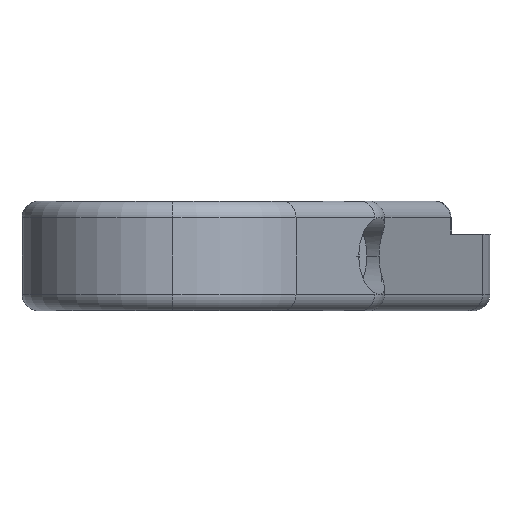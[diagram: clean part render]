
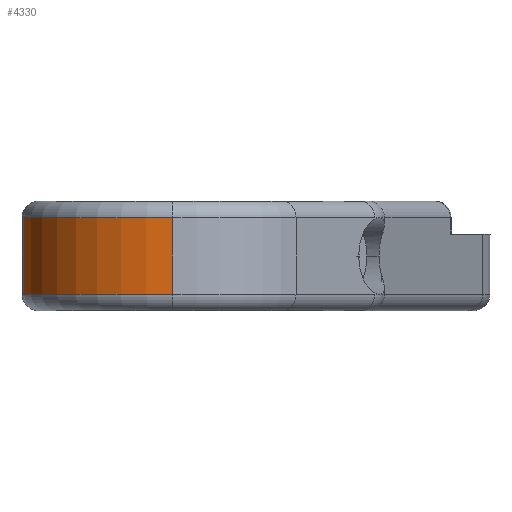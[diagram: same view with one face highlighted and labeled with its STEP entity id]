
A CAD part, left-side view. The second image highlights one B-rep face of the part: STEP entity #4330.
In plain terms, the highlighted cylindrical face has radius 27.5 mm (diameter 55 mm), a partial arc.
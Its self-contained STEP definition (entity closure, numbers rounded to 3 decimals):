
#81 = VECTOR ( 'NONE', #1992, 1000. ) ;
#245 = CARTESIAN_POINT ( 'NONE',  ( -128.5, 36., 3. ) ) ;
#247 = CARTESIAN_POINT ( 'NONE',  ( -128.5, 36., 17. ) ) ;
#1158 = CARTESIAN_POINT ( 'NONE',  ( -101., 36., 20. ) ) ;
#1159 = DIRECTION ( 'NONE',  ( 0., 0., -1. ) ) ;
#1160 = DIRECTION ( 'NONE',  ( -1., 0., 0. ) ) ;
#1583 = AXIS2_PLACEMENT_3D ( 'NONE', #1158, #1159, #1160 ) ;
#1609 = CIRCLE ( 'NONE', #1634, 27.5 ) ;
#1630 = CIRCLE ( 'NONE', #1633, 27.5 ) ;
#1631 = VECTOR ( 'NONE', #1710, 1000. ) ;
#1633 = AXIS2_PLACEMENT_3D ( 'NONE', #1713, #1714, #1715 ) ;
#1634 = AXIS2_PLACEMENT_3D ( 'NONE', #1716, #1717, #1718 ) ;
#1709 = CARTESIAN_POINT ( 'NONE',  ( -91.652, 61.862, 20. ) ) ;
#1710 = DIRECTION ( 'NONE',  ( 0., 0., -1. ) ) ;
#1713 = CARTESIAN_POINT ( 'NONE',  ( -101., 36., 17. ) ) ;
#1714 = DIRECTION ( 'NONE',  ( 0., 0., -1. ) ) ;
#1715 = DIRECTION ( 'NONE',  ( -1., 0., 0. ) ) ;
#1716 = CARTESIAN_POINT ( 'NONE',  ( -101., 36., 3. ) ) ;
#1717 = DIRECTION ( 'NONE',  ( 0., 0., 1. ) ) ;
#1718 = DIRECTION ( 'NONE',  ( -1., 0., 0. ) ) ;
#1991 = CARTESIAN_POINT ( 'NONE',  ( -128.5, 36., 20. ) ) ;
#1992 = DIRECTION ( 'NONE',  ( 0., 0., -1. ) ) ;
#2264 = LINE ( 'NONE', #1991, #81 ) ;
#2414 = VERTEX_POINT ( 'NONE', #3929 ) ;
#2415 = VERTEX_POINT ( 'NONE', #3928 ) ;
#2550 = VERTEX_POINT ( 'NONE', #245 ) ;
#2552 = VERTEX_POINT ( 'NONE', #247 ) ;
#2750 = EDGE_LOOP ( 'NONE', ( #2799, #2801, #2800, #2802 ) ) ;
#2799 = ORIENTED_EDGE ( 'NONE', *, *, #4471, .F. ) ;
#2800 = ORIENTED_EDGE ( 'NONE', *, *, #4369, .T. ) ;
#2801 = ORIENTED_EDGE ( 'NONE', *, *, #4371, .T. ) ;
#2802 = ORIENTED_EDGE ( 'NONE', *, *, #4372, .T. ) ;
#3447 = FACE_OUTER_BOUND ( 'NONE', #2750, .T. ) ;
#3448 = CYLINDRICAL_SURFACE ( 'NONE', #1583, 27.5 ) ;
#3491 = LINE ( 'NONE', #1709, #1631 ) ;
#3928 = CARTESIAN_POINT ( 'NONE',  ( -91.652, 61.862, 3. ) ) ;
#3929 = CARTESIAN_POINT ( 'NONE',  ( -91.652, 61.862, 17. ) ) ;
#4330 = ADVANCED_FACE ( 'NONE', ( #3447 ), #3448, .T. ) ;
#4369 = EDGE_CURVE ( 'NONE', #2414, #2415, #3491, .T. ) ;
#4371 = EDGE_CURVE ( 'NONE', #2552, #2414, #1630, .T. ) ;
#4372 = EDGE_CURVE ( 'NONE', #2415, #2550, #1609, .T. ) ;
#4471 = EDGE_CURVE ( 'NONE', #2552, #2550, #2264, .T. ) ;
